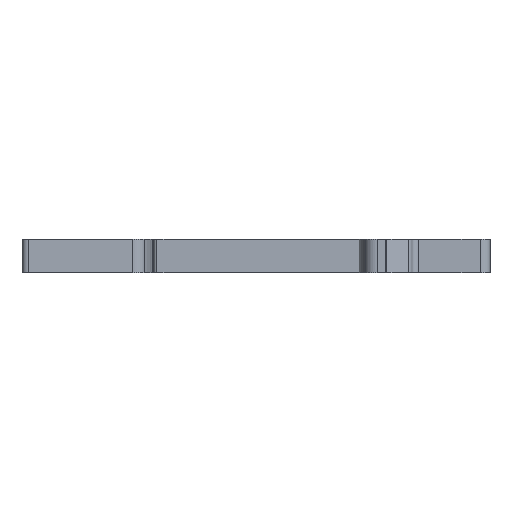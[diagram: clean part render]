
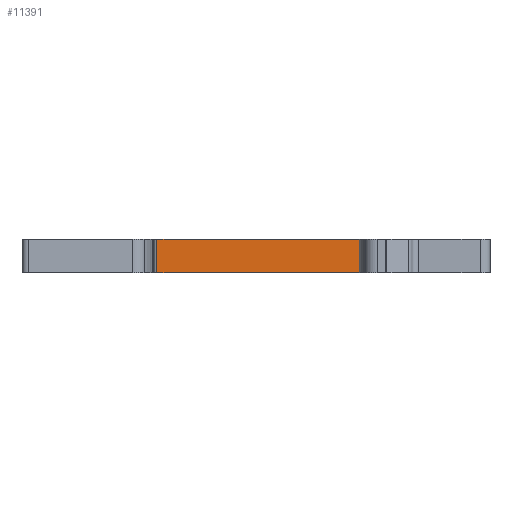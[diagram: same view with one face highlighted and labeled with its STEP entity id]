
A CAD part, front view. The second image highlights one B-rep face of the part: STEP entity #11391.
In plain terms, the highlighted planar face has unit normal (0, -1, 0).
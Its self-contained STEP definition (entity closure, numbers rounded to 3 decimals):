
#79 = DIRECTION ( 'NONE',  ( 0., -1., 0. ) ) ;
#1415 = DIRECTION ( 'NONE',  ( 0., 0., -1. ) ) ;
#1777 = LINE ( 'NONE', #13504, #9288 ) ;
#2180 = CARTESIAN_POINT ( 'NONE',  ( -10.276, -23.35, -5.2 ) ) ;
#3385 = DIRECTION ( 'NONE',  ( -1., 0., 0. ) ) ;
#4733 = EDGE_CURVE ( 'NONE', #10838, #7471, #9075, .T. ) ;
#5487 = FACE_OUTER_BOUND ( 'NONE', #11349, .T. ) ;
#7256 = AXIS2_PLACEMENT_3D ( 'NONE', #15494, #79, #1415 ) ;
#7471 = VERTEX_POINT ( 'NONE', #8378 ) ;
#7485 = CARTESIAN_POINT ( 'NONE',  ( -10.276, -23.35, -5.2 ) ) ;
#7562 = DIRECTION ( 'NONE',  ( 0., 0., -1. ) ) ;
#7786 = CARTESIAN_POINT ( 'NONE',  ( 22.2, -23.35, 0. ) ) ;
#7982 = CARTESIAN_POINT ( 'NONE',  ( -10.276, -23.35, 0. ) ) ;
#8378 = CARTESIAN_POINT ( 'NONE',  ( -10.276, -23.35, -5.2 ) ) ;
#8607 = ORIENTED_EDGE ( 'NONE', *, *, #8758, .T. ) ;
#8758 = EDGE_CURVE ( 'NONE', #12147, #10838, #1777, .T. ) ;
#8947 = ORIENTED_EDGE ( 'NONE', *, *, #13642, .F. ) ;
#8949 = LINE ( 'NONE', #14082, #12207 ) ;
#9075 = LINE ( 'NONE', #7485, #10828 ) ;
#9288 = VECTOR ( 'NONE', #3385, 1000. ) ;
#10828 = VECTOR ( 'NONE', #7562, 1000. ) ;
#10838 = VERTEX_POINT ( 'NONE', #7982 ) ;
#11349 = EDGE_LOOP ( 'NONE', ( #8607, #16245, #8947, #14174 ) ) ;
#11391 = ADVANCED_FACE ( 'NONE', ( #5487 ), #11558, .T. ) ;
#11558 = PLANE ( 'NONE',  #7256 ) ;
#11943 = VECTOR ( 'NONE', #15000, 1000. ) ;
#12147 = VERTEX_POINT ( 'NONE', #7786 ) ;
#12207 = VECTOR ( 'NONE', #13236, 1000. ) ;
#13236 = DIRECTION ( 'NONE',  ( 0., 0., -1. ) ) ;
#13438 = EDGE_CURVE ( 'NONE', #12147, #14327, #8949, .T. ) ;
#13504 = CARTESIAN_POINT ( 'NONE',  ( -10.276, -23.35, 0. ) ) ;
#13642 = EDGE_CURVE ( 'NONE', #14327, #7471, #13659, .T. ) ;
#13659 = LINE ( 'NONE', #2180, #11943 ) ;
#14082 = CARTESIAN_POINT ( 'NONE',  ( 22.2, -23.35, -5.2 ) ) ;
#14174 = ORIENTED_EDGE ( 'NONE', *, *, #13438, .F. ) ;
#14327 = VERTEX_POINT ( 'NONE', #15889 ) ;
#15000 = DIRECTION ( 'NONE',  ( -1., 0., 0. ) ) ;
#15494 = CARTESIAN_POINT ( 'NONE',  ( -10.276, -23.35, -5.2 ) ) ;
#15889 = CARTESIAN_POINT ( 'NONE',  ( 22.2, -23.35, -5.2 ) ) ;
#16245 = ORIENTED_EDGE ( 'NONE', *, *, #4733, .T. ) ;
